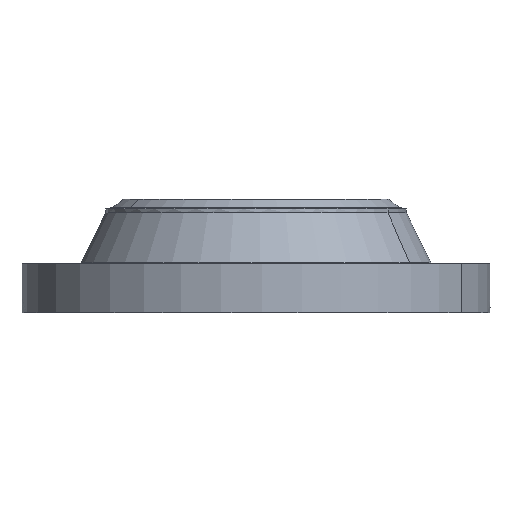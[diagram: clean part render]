
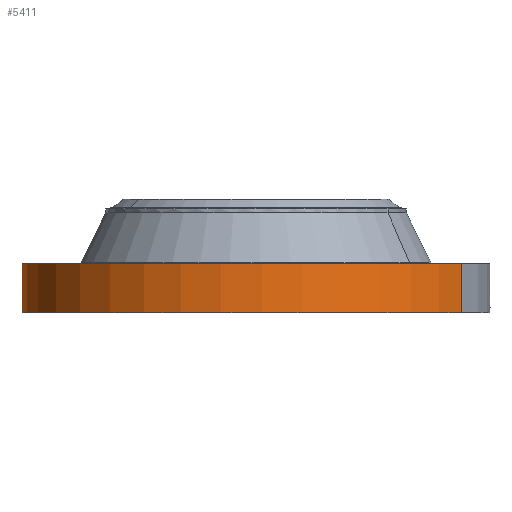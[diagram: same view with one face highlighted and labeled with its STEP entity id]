
A CAD part, left-side view. The second image highlights one B-rep face of the part: STEP entity #5411.
In plain terms, the highlighted cylindrical face has radius 355.6 mm (diameter 711.2 mm), a partial arc.
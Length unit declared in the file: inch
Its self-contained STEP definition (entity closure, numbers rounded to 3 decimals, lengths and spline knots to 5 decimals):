
#3849=AXIS2_PLACEMENT_3D('Circle Axis2P3D',#3847,#3848,$) ;
#4558=AXIS2_PLACEMENT_3D('Circle Axis2P3D',#4556,#4557,$) ;
#5306=AXIS2_PLACEMENT_3D('Cylinder Axis2P3D',#5303,#5304,#5305) ;
#3847=CARTESIAN_POINT('Axis2P3D Location',(0.,0.,0.)) ;
#3851=CARTESIAN_POINT('Vertex',(-6.71196,-12.28616,0.)) ;
#3853=CARTESIAN_POINT('Vertex',(6.71196,12.28616,0.)) ;
#4551=CARTESIAN_POINT('Vertex',(6.71196,12.28616,2.932)) ;
#4553=CARTESIAN_POINT('Vertex',(-6.71196,-12.28616,2.932)) ;
#4556=CARTESIAN_POINT('Axis2P3D Location',(0.,0.,2.932)) ;
#5303=CARTESIAN_POINT('Axis2P3D Location',(0.,0.,3.406)) ;
#5308=CARTESIAN_POINT('Line Origine',(-6.71196,-12.28616,1.466)) ;
#5313=CARTESIAN_POINT('Line Origine',(6.71196,12.28616,1.466)) ;
#5325=CARTESIAN_POINT('Control Point',(-0.00072,14.,1.10412)) ;
#5326=CARTESIAN_POINT('Control Point',(-0.01908,14.,1.10408)) ;
#5327=CARTESIAN_POINT('Control Point',(-0.03743,13.99996,1.10261)) ;
#5328=CARTESIAN_POINT('Control Point',(-0.05556,13.99989,1.09973)) ;
#5329=CARTESIAN_POINT('Vertex',(-0.00072,14.,1.10412)) ;
#5331=CARTESIAN_POINT('Vertex',(-0.05555,13.99989,1.09973)) ;
#5335=CARTESIAN_POINT('Control Point',(-0.05555,13.99989,1.09973)) ;
#5336=CARTESIAN_POINT('Control Point',(-0.09589,13.99973,1.09527)) ;
#5337=CARTESIAN_POINT('Control Point',(-0.13558,13.99939,1.08346)) ;
#5338=CARTESIAN_POINT('Control Point',(-0.17212,13.99894,1.0651)) ;
#5339=CARTESIAN_POINT('Vertex',(-0.17212,13.99894,1.0651)) ;
#5343=CARTESIAN_POINT('Control Point',(-0.03092,13.99997,0.34118)) ;
#5344=CARTESIAN_POINT('Control Point',(-0.10017,13.99981,0.34995)) ;
#5345=CARTESIAN_POINT('Control Point',(-0.16708,13.99924,0.37414)) ;
#5346=CARTESIAN_POINT('Control Point',(-0.22686,13.9983,0.41295)) ;
#5347=CARTESIAN_POINT('Control Point',(-0.29941,13.99686,0.48699)) ;
#5348=CARTESIAN_POINT('Control Point',(-0.34425,13.99578,0.5773)) ;
#5349=CARTESIAN_POINT('Control Point',(-0.35571,13.99548,0.60801)) ;
#5350=CARTESIAN_POINT('Control Point',(-0.37423,13.995,0.67929)) ;
#5351=CARTESIAN_POINT('Control Point',(-0.3759,13.99495,0.75261)) ;
#5352=CARTESIAN_POINT('Control Point',(-0.37152,13.99507,0.79322)) ;
#5353=CARTESIAN_POINT('Control Point',(-0.34904,13.99567,0.88572)) ;
#5354=CARTESIAN_POINT('Control Point',(-0.29957,13.99684,0.96712)) ;
#5355=CARTESIAN_POINT('Control Point',(-0.26304,13.99762,1.00807)) ;
#5356=CARTESIAN_POINT('Control Point',(-0.21978,13.99836,1.04117)) ;
#5357=CARTESIAN_POINT('Control Point',(-0.17212,13.99894,1.0651)) ;
#5358=CARTESIAN_POINT('Vertex',(-0.03092,13.99997,0.34118)) ;
#5362=CARTESIAN_POINT('Control Point',(-0.03092,13.99997,0.34118)) ;
#5363=CARTESIAN_POINT('Control Point',(-0.02061,13.99999,0.34087)) ;
#5364=CARTESIAN_POINT('Control Point',(-0.01029,14.,0.34094)) ;
#5365=CARTESIAN_POINT('Control Point',(0.,14.,0.34137)) ;
#5366=CARTESIAN_POINT('Vertex',(0.,14.,0.34137)) ;
#5370=CARTESIAN_POINT('Control Point',(0.1927,13.99867,0.39727)) ;
#5371=CARTESIAN_POINT('Control Point',(0.14904,13.99927,0.37196)) ;
#5372=CARTESIAN_POINT('Control Point',(0.10112,13.99975,0.35375)) ;
#5373=CARTESIAN_POINT('Control Point',(0.05081,14.,0.34353)) ;
#5374=CARTESIAN_POINT('Control Point',(0.,14.,0.34137)) ;
#5375=CARTESIAN_POINT('Vertex',(0.1927,13.99867,0.39727)) ;
#5379=CARTESIAN_POINT('Control Point',(0.1927,13.99867,0.39727)) ;
#5380=CARTESIAN_POINT('Control Point',(0.24959,13.99789,0.43024)) ;
#5381=CARTESIAN_POINT('Control Point',(0.29974,13.99691,0.47453)) ;
#5382=CARTESIAN_POINT('Control Point',(0.34002,13.99591,0.52859)) ;
#5383=CARTESIAN_POINT('Control Point',(0.3844,13.99473,0.62672)) ;
#5384=CARTESIAN_POINT('Control Point',(0.39309,13.99448,0.73201)) ;
#5385=CARTESIAN_POINT('Control Point',(0.39101,13.99454,0.77214)) ;
#5386=CARTESIAN_POINT('Control Point',(0.37692,13.99494,0.84701)) ;
#5387=CARTESIAN_POINT('Control Point',(0.34486,13.99577,0.91542)) ;
#5388=CARTESIAN_POINT('Control Point',(0.32582,13.99623,0.94584)) ;
#5389=CARTESIAN_POINT('Control Point',(0.26402,13.99762,1.02245)) ;
#5390=CARTESIAN_POINT('Control Point',(0.18076,13.999,1.07555)) ;
#5391=CARTESIAN_POINT('Control Point',(0.12181,13.99967,1.09766)) ;
#5392=CARTESIAN_POINT('Control Point',(0.06042,14.,1.10712)) ;
#5393=CARTESIAN_POINT('Control Point',(-0.00003,14.,1.10415)) ;
#5394=CARTESIAN_POINT('Vertex',(-0.00003,14.,1.10415)) ;
#5398=CARTESIAN_POINT('Control Point',(-0.00072,14.,1.10412)) ;
#5399=CARTESIAN_POINT('Control Point',(-0.00037,14.,1.10414)) ;
#5400=CARTESIAN_POINT('Control Point',(-0.00003,14.,1.10415)) ;
#3848=DIRECTION('Axis2P3D Direction',(0.,0.,-0.039)) ;
#4557=DIRECTION('Axis2P3D Direction',(0.,0.,-0.039)) ;
#5304=DIRECTION('Axis2P3D Direction',(0.,0.,-0.039)) ;
#5305=DIRECTION('Axis2P3D XDirection',(0.019,0.035,0.)) ;
#5309=DIRECTION('Vector Direction',(0.,0.,-0.039)) ;
#5314=DIRECTION('Vector Direction',(0.,0.,-0.039)) ;
#5310=VECTOR('Line Direction',#5309,0.03937) ;
#5315=VECTOR('Line Direction',#5314,0.03937) ;
#5319=ORIENTED_EDGE('',*,*,#3855,.F.) ;
#5320=ORIENTED_EDGE('',*,*,#5312,.T.) ;
#5321=ORIENTED_EDGE('',*,*,#4560,.T.) ;
#5322=ORIENTED_EDGE('',*,*,#5317,.F.) ;
#5403=ORIENTED_EDGE('',*,*,#5333,.T.) ;
#5404=ORIENTED_EDGE('',*,*,#5341,.T.) ;
#5405=ORIENTED_EDGE('',*,*,#5360,.F.) ;
#5406=ORIENTED_EDGE('',*,*,#5368,.T.) ;
#5407=ORIENTED_EDGE('',*,*,#5377,.F.) ;
#5408=ORIENTED_EDGE('',*,*,#5396,.T.) ;
#5409=ORIENTED_EDGE('',*,*,#5401,.F.) ;
#5410=FACE_BOUND('',#5402,.T.) ;
#5411=ADVANCED_FACE('PartBody',(#5323,#5410),#5307,.T.) ;
#5324=B_SPLINE_CURVE_WITH_KNOTS('',3,(#5325,#5326,#5327,#5328),.UNSPECIFIED.,.F.,.U.,(4,4),(34.61652,36.65335),.UNSPECIFIED.) ;
#5334=B_SPLINE_CURVE_WITH_KNOTS('',3,(#5335,#5336,#5337,#5338),.UNSPECIFIED.,.F.,.U.,(4,4),(0.,4.56032),.UNSPECIFIED.) ;
#5342=B_SPLINE_CURVE_WITH_KNOTS('',5,(#5343,#5344,#5345,#5346,#5347,#5348,#5349,#5350,#5351,#5352,#5353,#5354,#5355,#5356,#5357),.UNSPECIFIED.,.F.,.U.,(6,3,3,3,6),(0.,12.13011,17.98573,25.3557,35.26694),.UNSPECIFIED.) ;
#5361=B_SPLINE_CURVE_WITH_KNOTS('',3,(#5362,#5363,#5364,#5365),.UNSPECIFIED.,.F.,.U.,(4,4),(0.,1.0757),.UNSPECIFIED.) ;
#5369=B_SPLINE_CURVE_WITH_KNOTS('',4,(#5370,#5371,#5372,#5373,#5374),.UNSPECIFIED.,.F.,.U.,(5,5),(0.,7.07963),.UNSPECIFIED.) ;
#5378=B_SPLINE_CURVE_WITH_KNOTS('',5,(#5379,#5380,#5381,#5382,#5383,#5384,#5385,#5386,#5387,#5388,#5389,#5390,#5391,#5392,#5393),.UNSPECIFIED.,.F.,.U.,(6,3,3,3,6),(0.,11.52794,18.59436,25.00814,36.30702),.UNSPECIFIED.) ;
#5397=B_SPLINE_CURVE_WITH_KNOTS('',2,(#5398,#5399,#5400),.UNSPECIFIED.,.F.,.U.,(3,3),(1.02463,1.05043),.UNSPECIFIED.) ;
#3850=CIRCLE('generated circle',#3849,14.) ;
#4559=CIRCLE('generated circle',#4558,14.) ;
#5307=CYLINDRICAL_SURFACE('generated cylinder',#5306,14.) ;
#3855=EDGE_CURVE('',#3852,#3854,#3850,.T.) ;
#4560=EDGE_CURVE('',#4554,#4552,#4559,.T.) ;
#5312=EDGE_CURVE('',#3852,#4554,#5311,.F.) ;
#5317=EDGE_CURVE('',#3854,#4552,#5316,.F.) ;
#5333=EDGE_CURVE('',#5330,#5332,#5324,.T.) ;
#5341=EDGE_CURVE('',#5332,#5340,#5334,.T.) ;
#5360=EDGE_CURVE('',#5359,#5340,#5342,.T.) ;
#5368=EDGE_CURVE('',#5359,#5367,#5361,.T.) ;
#5377=EDGE_CURVE('',#5376,#5367,#5369,.T.) ;
#5396=EDGE_CURVE('',#5376,#5395,#5378,.T.) ;
#5401=EDGE_CURVE('',#5330,#5395,#5397,.T.) ;
#5318=EDGE_LOOP('',(#5319,#5320,#5321,#5322)) ;
#5402=EDGE_LOOP('',(#5403,#5404,#5405,#5406,#5407,#5408,#5409)) ;
#5323=FACE_OUTER_BOUND('',#5318,.T.) ;
#5311=LINE('Line',#5308,#5310) ;
#5316=LINE('Line',#5313,#5315) ;
#3852=VERTEX_POINT('',#3851) ;
#3854=VERTEX_POINT('',#3853) ;
#4552=VERTEX_POINT('',#4551) ;
#4554=VERTEX_POINT('',#4553) ;
#5330=VERTEX_POINT('',#5329) ;
#5332=VERTEX_POINT('',#5331) ;
#5340=VERTEX_POINT('',#5339) ;
#5359=VERTEX_POINT('',#5358) ;
#5367=VERTEX_POINT('',#5366) ;
#5376=VERTEX_POINT('',#5375) ;
#5395=VERTEX_POINT('',#5394) ;
